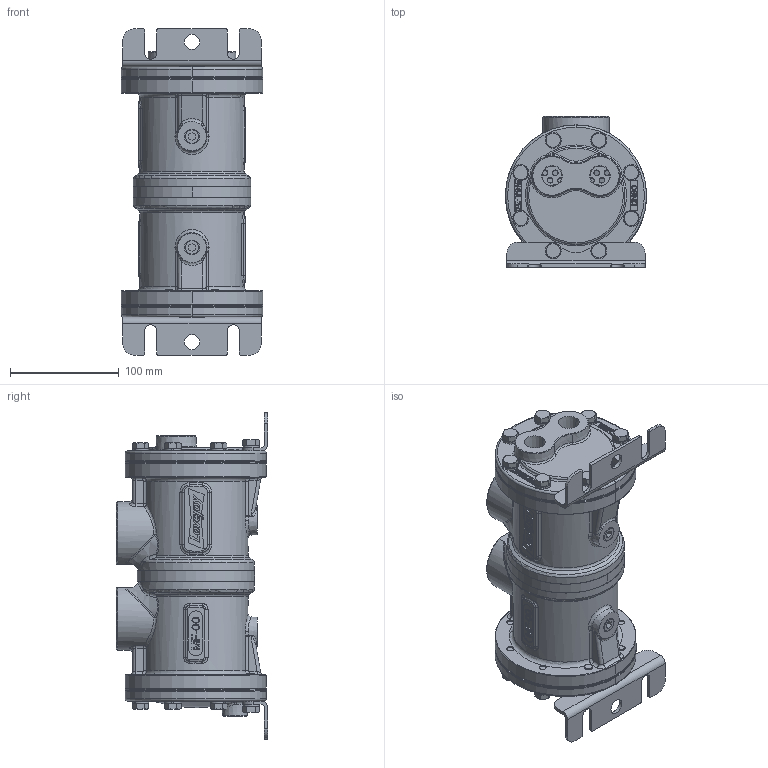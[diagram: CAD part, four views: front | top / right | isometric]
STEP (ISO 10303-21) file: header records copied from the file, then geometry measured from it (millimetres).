
FILE_DESCRIPTION((''),'2;1');
FILE_NAME('84527108973_ASM','2013-06-24T',('ppetruska'),(''),'PRO/ENGINEER BY PARAMETRIC TECHNOLOGY CORPORATION, 2012480','PRO/ENGINEER BY PARAMETRIC TECHNOLOGY CORPORATION, 2012480','');
FILE_SCHEMA(('CONFIG_CONTROL_DESIGN'));
Products named in the file (16): 84527108781_AF5; 84527108784_AF0_ASM; 84527108799_ASM; SIZE_80_WR_HDR_HDR; 84527103011; 84527108938; 84527108939; 84527108862_AF0; 84527103053_ASM; 84527108863_AF0; 84527103055_ASM; 84527108795; 84527108794; 84527103004; 68514457302; 84527108973_ASM
Assembly tree (48 placements, depth 4):
  84527108973_ASM
    84527108799_ASM  x2
      84527108784_AF0_ASM
        84527108781_AF5
    SIZE_80_WR_HDR_HDR
    84527103011  x3
    84527108938
    84527108939
    84527103053_ASM
      84527108862_AF0
    84527103055_ASM
      84527108863_AF0
    84527108795  x2
    84527108794  x16
    84527103004  x4
    68514457302  x12
Bounding box: 130 x 139 x 300 mm (x, y, z)
Volume: 1105471.1 mm3; surface area: 368161.1 mm2
Topology: 44 solids, 44 shells, 2887 faces, 7359 edges, 4651 vertices
Faces by surface type: plane 1584, cylinder 577, cone 458, bspline 157, torus 58, extrusion 28, sphere 25
Entity records: 62409 total; most frequent: CARTESIAN_POINT 16540, ORIENTED_EDGE 9598, DIRECTION 9174, EDGE_CURVE 4799, VECTOR 3456, LINE 3442, VERTEX_POINT 3081, AXIS2_PLACEMENT_3D 2859
